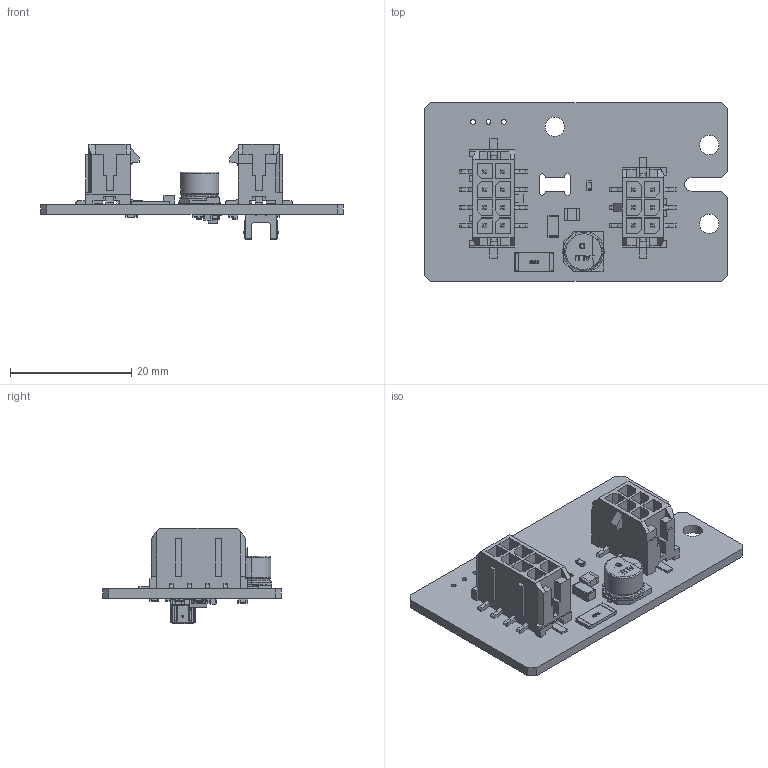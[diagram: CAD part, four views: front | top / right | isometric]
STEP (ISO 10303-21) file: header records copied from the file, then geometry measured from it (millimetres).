
FILE_DESCRIPTION(('Open CASCADE Model'),'2;1');
FILE_NAME('Open CASCADE Shape Model','2020-04-23T23:36:05',('Author'),( 'Open CASCADE'),'Open CASCADE STEP processor 6.8','Open CASCADE 6.8' ,'Unknown');
FILE_SCHEMA(('AUTOMOTIVE_DESIGN { 1 0 10303 214 1 1 1 1 }'));
Length unit declared in the file: millimetre
Products named in the file (62): PCB; Board; Open CASCADE STEP translator 6.8 1.1.1; R8; User_Library-SMD_RESISTOR-1; L1; 5537609696; Extruded; 5537609376; C6; 1206x160; C3; 0603x080; R5; 0603x030; Corps; Terminal; R4; 0805x050; U2; IC_Vishay_Semiconductor_Opto_Division_TCPT1350X01_eec; 1; 2; 3; 4; 5; Vishay_logo_-_1; Vishay_logo; U1; SOT23-5-2; R7; R6; R3; R2; R1; J2; 430450618_RGB5263440; Open CASCADE STEP translator 6.8 1.15.1.1; Open CASCADE STEP translator 6.8 1.15.1.2; J1 ...
Assembly tree (71 placements, depth 4):
  PCB
    Board
      Open CASCADE STEP translator 6.8 1.1.1
    R8
      User_Library-SMD_RESISTOR-1
    L1
      5537609696  x2
        Extruded
      5537609376
        Extruded
    C6
      1206x160
    C3
      0603x080
    R5
      0603x030
        Corps
        Terminal  x2
    R4
      0805x050
        Corps
        Terminal  x2
    U2
      IC_Vishay_Semiconductor_Opto_Division_TCPT1350X01_eec
        1
        2
        3
        4
        5
        Vishay_logo_-_1
        Vishay_logo
    U1
      SOT23-5-2
    R7
      0603x030
        Corps
        Terminal  x2
    R6
      0603x030
        Corps
        Terminal  x2
    R3
      0603x030
        Corps
        Terminal  x2
    R2
      0603x030
        Corps
        Terminal  x2
    R1
      0603x030
        Corps
        Terminal  x2
    J2
      430450618_RGB5263440
        Open CASCADE STEP translator 6.8 1.15.1.1
        Open CASCADE STEP translator 6.8 1.15.1.2
    J1
      430450818_RGB5263440
        Open CASCADE STEP translator 6.8 1.16.1.1
Bounding box: 50 x 29.5 x 15.7 mm (x, y, z)
Volume: 3741.9 mm3; surface area: 6652 mm2
Topology: 75 solids, 75 shells, 2286 faces, 5667 edges, 3602 vertices
Faces by surface type: plane 1584, cylinder 451, sphere 114, bspline 101, torus 36
Full cylindrical faces by diameter (mm): 0.35 x2, 0.8 x3, 3.2 x3
Entity records: 70496 total; most frequent: CARTESIAN_POINT 12842, ORIENTED_EDGE 9634, DIRECTION 9304, EDGE_CURVE 4817, LINE 4044, VECTOR 4044, VERTEX_POINT 3030, AXIS2_PLACEMENT_3D 2630
